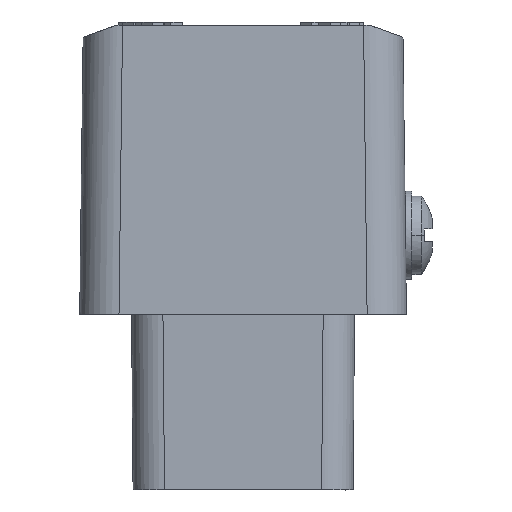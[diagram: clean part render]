
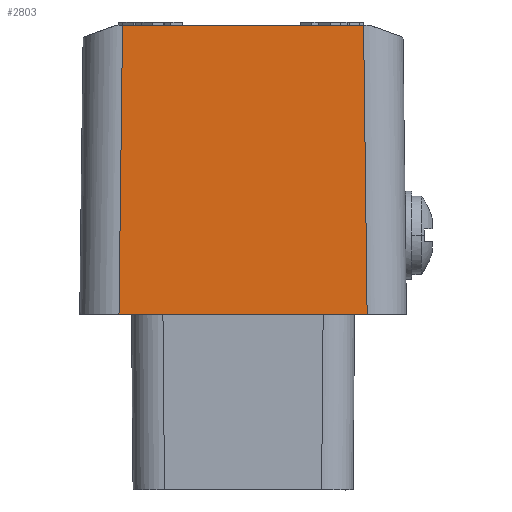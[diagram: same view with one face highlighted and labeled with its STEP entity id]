
A CAD part, front view. The second image highlights one B-rep face of the part: STEP entity #2803.
In plain terms, the highlighted planar face has unit normal (0, -1, 0.012).
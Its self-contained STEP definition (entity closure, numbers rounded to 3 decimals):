
#2783=AXIS2_PLACEMENT_3D('Plane Axis2P3D',#2780,#2781,#2782) ;
#361=CARTESIAN_POINT('Vertex',(2.726,0.226,29.606)) ;
#364=CARTESIAN_POINT('Line Origine',(10.4,0.226,29.606)) ;
#368=CARTESIAN_POINT('Vertex',(18.074,0.226,29.606)) ;
#2749=CARTESIAN_POINT('Line Origine',(2.718,0.218,29.001)) ;
#2753=CARTESIAN_POINT('Vertex',(2.5,0.,11.2)) ;
#2780=CARTESIAN_POINT('Axis2P3D Location',(12.58,0.,11.2)) ;
#2785=CARTESIAN_POINT('Line Origine',(10.4,0.,11.2)) ;
#2789=CARTESIAN_POINT('Vertex',(18.3,0.,11.2)) ;
#2792=CARTESIAN_POINT('Line Origine',(18.187,0.113,20.403)) ;
#365=DIRECTION('Vector Direction',(-1.,0.,0.)) ;
#2750=DIRECTION('Vector Direction',(0.012,0.012,1.)) ;
#2781=DIRECTION('Axis2P3D Direction',(0.,-1.,0.012)) ;
#2782=DIRECTION('Axis2P3D XDirection',(-1.,0.,0.)) ;
#2786=DIRECTION('Vector Direction',(-1.,0.,0.)) ;
#2793=DIRECTION('Vector Direction',(0.012,-0.012,-1.)) ;
#366=VECTOR('Line Direction',#365,1.) ;
#2751=VECTOR('Line Direction',#2750,1.) ;
#2787=VECTOR('Line Direction',#2786,1.) ;
#2794=VECTOR('Line Direction',#2793,1.) ;
#2798=ORIENTED_EDGE('',*,*,#2791,.F.) ;
#2799=ORIENTED_EDGE('',*,*,#2796,.F.) ;
#2800=ORIENTED_EDGE('',*,*,#370,.T.) ;
#2801=ORIENTED_EDGE('',*,*,#2755,.F.) ;
#2803=ADVANCED_FACE('Hauptkoerper',(#2802),#2784,.T.) ;
#370=EDGE_CURVE('',#369,#362,#367,.T.) ;
#2755=EDGE_CURVE('',#2754,#362,#2752,.T.) ;
#2791=EDGE_CURVE('',#2790,#2754,#2788,.T.) ;
#2796=EDGE_CURVE('',#369,#2790,#2795,.T.) ;
#2797=EDGE_LOOP('',(#2798,#2799,#2800,#2801)) ;
#2802=FACE_OUTER_BOUND('',#2797,.T.) ;
#367=LINE('Line',#364,#366) ;
#2752=LINE('Line',#2749,#2751) ;
#2788=LINE('Line',#2785,#2787) ;
#2795=LINE('Line',#2792,#2794) ;
#2784=PLANE('',#2783) ;
#362=VERTEX_POINT('',#361) ;
#369=VERTEX_POINT('',#368) ;
#2754=VERTEX_POINT('',#2753) ;
#2790=VERTEX_POINT('',#2789) ;
